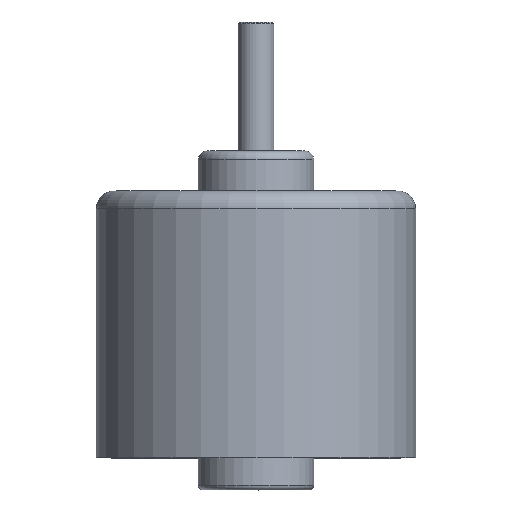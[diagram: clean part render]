
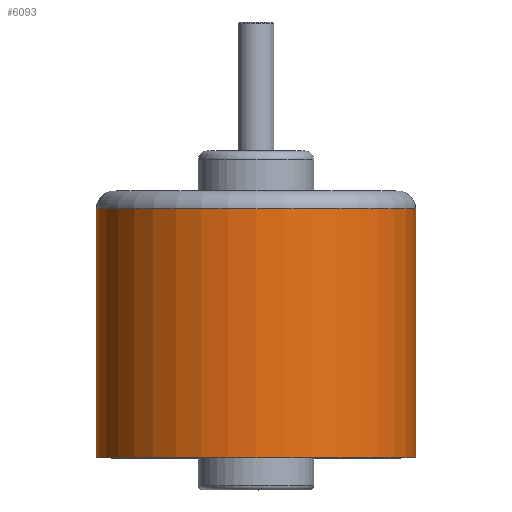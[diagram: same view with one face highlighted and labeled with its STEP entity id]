
A CAD part, top view. The second image highlights one B-rep face of the part: STEP entity #6093.
In plain terms, the highlighted cylindrical face has radius 17.95 mm (diameter 35.9 mm), a full revolution.
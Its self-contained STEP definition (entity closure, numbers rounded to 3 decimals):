
#1795=CYLINDRICAL_SURFACE('',#6469,17.95);
#1845=FACE_BOUND('',#2320,.T.);
#1958=FACE_OUTER_BOUND('',#2319,.T.);
#2319=EDGE_LOOP('',(#4368));
#2320=EDGE_LOOP('',(#4369));
#2785=CIRCLE('',#6467,17.95);
#2787=CIRCLE('',#6470,17.95);
#2904=VERTEX_POINT('',#8636);
#2906=VERTEX_POINT('',#8641);
#3507=EDGE_CURVE('',#2904,#2904,#2785,.T.);
#3509=EDGE_CURVE('',#2906,#2906,#2787,.T.);
#4368=ORIENTED_EDGE('',*,*,#3509,.F.);
#4369=ORIENTED_EDGE('',*,*,#3507,.T.);
#6093=ADVANCED_FACE('',(#1958,#1845),#1795,.T.);
#6467=AXIS2_PLACEMENT_3D('',#8637,#6953,#6954);
#6469=AXIS2_PLACEMENT_3D('',#8640,#6957,#6958);
#6470=AXIS2_PLACEMENT_3D('',#8642,#6959,#6960);
#6953=DIRECTION('center_axis',(0.,1.,0.));
#6954=DIRECTION('ref_axis',(-1.,0.,0.));
#6957=DIRECTION('center_axis',(0.,1.,0.));
#6958=DIRECTION('ref_axis',(-1.,0.,0.));
#6959=DIRECTION('center_axis',(0.,1.,0.));
#6960=DIRECTION('ref_axis',(-1.,0.,0.));
#8636=CARTESIAN_POINT('',(17.95,0.,0.));
#8637=CARTESIAN_POINT('Origin',(0.,0.,0.));
#8640=CARTESIAN_POINT('Origin',(0.,0.,0.));
#8641=CARTESIAN_POINT('',(17.95,28.,0.));
#8642=CARTESIAN_POINT('Origin',(0.,28.,0.));
